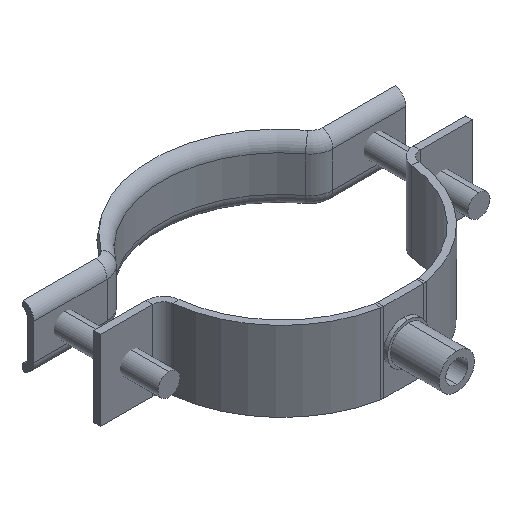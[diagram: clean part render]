
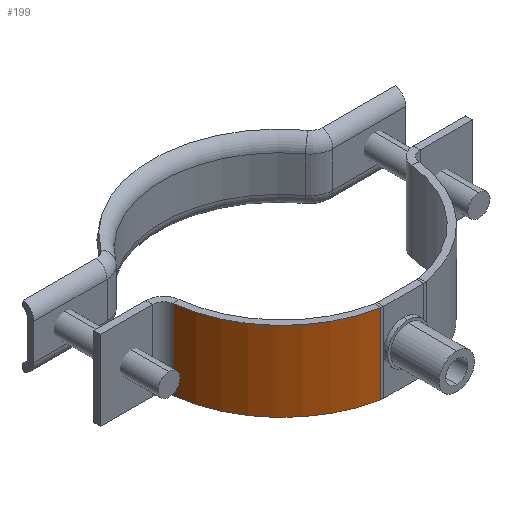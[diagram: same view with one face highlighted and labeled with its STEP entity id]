
A CAD part, isometric view. The second image highlights one B-rep face of the part: STEP entity #199.
In plain terms, the highlighted cylindrical face has radius 28 mm (diameter 56 mm), a partial arc.
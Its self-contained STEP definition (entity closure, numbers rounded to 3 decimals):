
#57 = DIRECTION ( 'NONE',  ( 0., 0., -1. ) ) ;
#68 = CARTESIAN_POINT ( 'NONE',  ( -5.15, -27.939, 9. ) ) ;
#90 = LINE ( 'NONE', #68, #1368 ) ;
#101 = CARTESIAN_POINT ( 'NONE',  ( -5.15, -27.939, 9. ) ) ;
#123 = CARTESIAN_POINT ( 'NONE',  ( -27.754, -3.707, 9. ) ) ;
#124 = CARTESIAN_POINT ( 'NONE',  ( -27.754, -3.707, 9. ) ) ;
#133 = ORIENTED_EDGE ( 'NONE', *, *, #389, .F. ) ;
#199 = ADVANCED_FACE ( 'NONE', ( #3157 ), #1097, .T. ) ;
#365 = EDGE_CURVE ( 'NONE', #1598, #2933, #90, .T. ) ;
#389 = EDGE_CURVE ( 'NONE', #2933, #1787, #2844, .T. ) ;
#444 = CARTESIAN_POINT ( 'NONE',  ( 0.053, -0.427, 9. ) ) ;
#611 = AXIS2_PLACEMENT_3D ( 'NONE', #1852, #57, #1584 ) ;
#636 = DIRECTION ( 'NONE',  ( 0., 0., -1. ) ) ;
#691 = DIRECTION ( 'NONE',  ( 1., 0., 0. ) ) ;
#903 = CARTESIAN_POINT ( 'NONE',  ( -27.754, -3.707, -9. ) ) ;
#1008 = CARTESIAN_POINT ( 'NONE',  ( -5.15, -27.939, -9. ) ) ;
#1097 = CYLINDRICAL_SURFACE ( 'NONE', #1522, 28. ) ;
#1228 = CIRCLE ( 'NONE', #3288, 28. ) ;
#1343 = DIRECTION ( 'NONE',  ( 0., 0., -1. ) ) ;
#1368 = VECTOR ( 'NONE', #1343, 1000. ) ;
#1522 = AXIS2_PLACEMENT_3D ( 'NONE', #1960, #2142, #3027 ) ;
#1584 = DIRECTION ( 'NONE',  ( 1., 0., 0. ) ) ;
#1598 = VERTEX_POINT ( 'NONE', #101 ) ;
#1719 = ORIENTED_EDGE ( 'NONE', *, *, #2622, .T. ) ;
#1743 = VERTEX_POINT ( 'NONE', #123 ) ;
#1787 = VERTEX_POINT ( 'NONE', #903 ) ;
#1820 = ORIENTED_EDGE ( 'NONE', *, *, #2776, .F. ) ;
#1852 = CARTESIAN_POINT ( 'NONE',  ( 0.053, -0.427, -9. ) ) ;
#1960 = CARTESIAN_POINT ( 'NONE',  ( 0.053, -0.427, -39.265 ) ) ;
#2142 = DIRECTION ( 'NONE',  ( 0., 0., 1. ) ) ;
#2259 = DIRECTION ( 'NONE',  ( 0., 0., 1. ) ) ;
#2622 = EDGE_CURVE ( 'NONE', #1743, #1787, #2664, .T. ) ;
#2635 = ORIENTED_EDGE ( 'NONE', *, *, #365, .F. ) ;
#2664 = LINE ( 'NONE', #124, #3254 ) ;
#2776 = EDGE_CURVE ( 'NONE', #1743, #1598, #1228, .T. ) ;
#2844 = CIRCLE ( 'NONE', #611, 28. ) ;
#2933 = VERTEX_POINT ( 'NONE', #1008 ) ;
#3027 = DIRECTION ( 'NONE',  ( 1., 0., 0. ) ) ;
#3157 = FACE_OUTER_BOUND ( 'NONE', #3320, .T. ) ;
#3254 = VECTOR ( 'NONE', #636, 1000. ) ;
#3288 = AXIS2_PLACEMENT_3D ( 'NONE', #444, #2259, #691 ) ;
#3320 = EDGE_LOOP ( 'NONE', ( #133, #2635, #1820, #1719 ) ) ;
